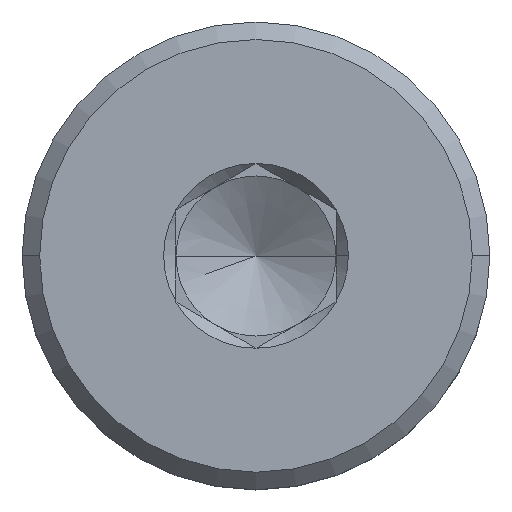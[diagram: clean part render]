
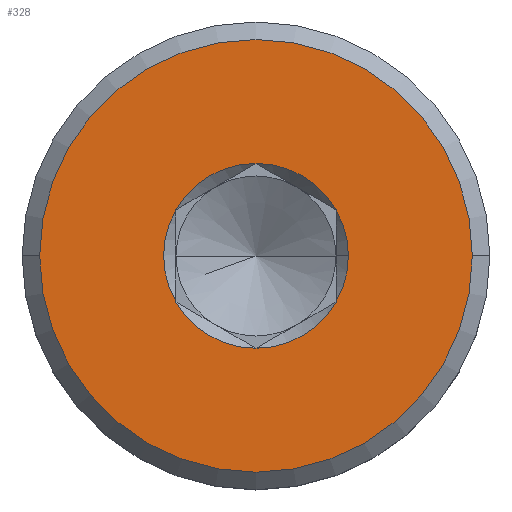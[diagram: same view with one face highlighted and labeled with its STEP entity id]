
A CAD part, top view. The second image highlights one B-rep face of the part: STEP entity #328.
In plain terms, the highlighted planar face has unit normal (0, 0, 1).
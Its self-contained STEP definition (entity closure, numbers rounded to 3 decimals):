
#212 = CARTESIAN_POINT ( 'NONE',  ( 0., 0., 6.675 ) ) ;
#228 = CIRCLE ( 'NONE', #3496, 0.751 ) ;
#293 = VERTEX_POINT ( 'NONE', #1559 ) ;
#302 = ORIENTED_EDGE ( 'NONE', *, *, #5300, .F. ) ;
#328 = ADVANCED_FACE ( 'NONE', ( #4617, #4068 ), #2144, .F. ) ;
#390 = VERTEX_POINT ( 'NONE', #429 ) ;
#427 = CIRCLE ( 'NONE', #4434, 1.757 ) ;
#429 = CARTESIAN_POINT ( 'NONE',  ( -0.65, -0.375, 6.675 ) ) ;
#547 = DIRECTION ( 'NONE',  ( 0., 0., 1. ) ) ;
#576 = DIRECTION ( 'NONE',  ( 1., 0., 0. ) ) ;
#678 = DIRECTION ( 'NONE',  ( 0., 0., 1. ) ) ;
#679 = CARTESIAN_POINT ( 'NONE',  ( 0., 0., 6.675 ) ) ;
#699 = VERTEX_POINT ( 'NONE', #3628 ) ;
#822 = EDGE_CURVE ( 'NONE', #390, #1765, #228, .T. ) ;
#825 = DIRECTION ( 'NONE',  ( 0., 0., 1. ) ) ;
#1021 = ORIENTED_EDGE ( 'NONE', *, *, #4091, .T. ) ;
#1028 = CARTESIAN_POINT ( 'NONE',  ( 1.757, 0., 6.675 ) ) ;
#1059 = CARTESIAN_POINT ( 'NONE',  ( 0., 0., 6.675 ) ) ;
#1085 = CIRCLE ( 'NONE', #6167, 0.751 ) ;
#1199 = CIRCLE ( 'NONE', #2936, 0.751 ) ;
#1272 = CARTESIAN_POINT ( 'NONE',  ( 0., 0., 6.675 ) ) ;
#1331 = DIRECTION ( 'NONE',  ( 0., 0., 1. ) ) ;
#1363 = VERTEX_POINT ( 'NONE', #6401 ) ;
#1422 = CIRCLE ( 'NONE', #3590, 0.751 ) ;
#1468 = DIRECTION ( 'NONE',  ( 1., 0., 0. ) ) ;
#1559 = CARTESIAN_POINT ( 'NONE',  ( 0., 0.751, 6.675 ) ) ;
#1667 = CARTESIAN_POINT ( 'NONE',  ( 0., 0., 6.675 ) ) ;
#1765 = VERTEX_POINT ( 'NONE', #2197 ) ;
#1945 = VERTEX_POINT ( 'NONE', #6341 ) ;
#2080 = AXIS2_PLACEMENT_3D ( 'NONE', #1272, #825, #3446 ) ;
#2082 = CARTESIAN_POINT ( 'NONE',  ( 0., 0.65, 6.675 ) ) ;
#2115 = DIRECTION ( 'NONE',  ( 0., 0., -1. ) ) ;
#2144 = PLANE ( 'NONE',  #6622 ) ;
#2197 = CARTESIAN_POINT ( 'NONE',  ( 0., -0.751, 6.675 ) ) ;
#2198 = AXIS2_PLACEMENT_3D ( 'NONE', #5742, #4702, #2199 ) ;
#2199 = DIRECTION ( 'NONE',  ( 1., 0., 0. ) ) ;
#2312 = VERTEX_POINT ( 'NONE', #1028 ) ;
#2587 = EDGE_CURVE ( 'NONE', #5791, #390, #4130, .T. ) ;
#2623 = CARTESIAN_POINT ( 'NONE',  ( -0.65, 0.375, 6.675 ) ) ;
#2832 = DIRECTION ( 'NONE',  ( 1., 0., 0. ) ) ;
#2926 = CARTESIAN_POINT ( 'NONE',  ( 0., 0., 6.675 ) ) ;
#2936 = AXIS2_PLACEMENT_3D ( 'NONE', #679, #1331, #4309 ) ;
#3048 = CIRCLE ( 'NONE', #5741, 0.751 ) ;
#3280 = DIRECTION ( 'NONE',  ( 0., 0., 1. ) ) ;
#3382 = CARTESIAN_POINT ( 'NONE',  ( 0.65, -0.375, 6.675 ) ) ;
#3384 = ORIENTED_EDGE ( 'NONE', *, *, #4806, .F. ) ;
#3400 = DIRECTION ( 'NONE',  ( 1., 0., 0. ) ) ;
#3446 = DIRECTION ( 'NONE',  ( 1., 0., 0. ) ) ;
#3496 = AXIS2_PLACEMENT_3D ( 'NONE', #212, #3280, #2832 ) ;
#3571 = ORIENTED_EDGE ( 'NONE', *, *, #2587, .F. ) ;
#3584 = CIRCLE ( 'NONE', #5097, 1.757 ) ;
#3590 = AXIS2_PLACEMENT_3D ( 'NONE', #1667, #3674, #576 ) ;
#3627 = ORIENTED_EDGE ( 'NONE', *, *, #5581, .F. ) ;
#3628 = CARTESIAN_POINT ( 'NONE',  ( 0.65, 0.375, 6.675 ) ) ;
#3674 = DIRECTION ( 'NONE',  ( 0., 0., 1. ) ) ;
#3938 = EDGE_CURVE ( 'NONE', #1363, #2312, #427, .T. ) ;
#3982 = EDGE_CURVE ( 'NONE', #293, #5791, #1085, .T. ) ;
#4005 = EDGE_LOOP ( 'NONE', ( #4327, #1021 ) ) ;
#4068 = FACE_OUTER_BOUND ( 'NONE', #4005, .T. ) ;
#4091 = EDGE_CURVE ( 'NONE', #2312, #1363, #3584, .T. ) ;
#4130 = CIRCLE ( 'NONE', #2198, 0.751 ) ;
#4210 = DIRECTION ( 'NONE',  ( 1., 0., 0. ) ) ;
#4309 = DIRECTION ( 'NONE',  ( 1., 0., 0. ) ) ;
#4327 = ORIENTED_EDGE ( 'NONE', *, *, #3938, .T. ) ;
#4434 = AXIS2_PLACEMENT_3D ( 'NONE', #1059, #547, #5231 ) ;
#4447 = DIRECTION ( 'NONE',  ( 0., 0., 1. ) ) ;
#4574 = VERTEX_POINT ( 'NONE', #3382 ) ;
#4617 = FACE_BOUND ( 'NONE', #6281, .T. ) ;
#4702 = DIRECTION ( 'NONE',  ( 0., 0., 1. ) ) ;
#4806 = EDGE_CURVE ( 'NONE', #4574, #1945, #5528, .T. ) ;
#5097 = AXIS2_PLACEMENT_3D ( 'NONE', #2926, #4447, #3400 ) ;
#5231 = DIRECTION ( 'NONE',  ( 1., 0., 0. ) ) ;
#5246 = ORIENTED_EDGE ( 'NONE', *, *, #3982, .F. ) ;
#5300 = EDGE_CURVE ( 'NONE', #699, #293, #1199, .T. ) ;
#5331 = CARTESIAN_POINT ( 'NONE',  ( 0., 0., 6.675 ) ) ;
#5528 = CIRCLE ( 'NONE', #2080, 0.751 ) ;
#5581 = EDGE_CURVE ( 'NONE', #1945, #699, #3048, .T. ) ;
#5632 = CARTESIAN_POINT ( 'NONE',  ( 0., 0., 6.675 ) ) ;
#5741 = AXIS2_PLACEMENT_3D ( 'NONE', #5632, #6107, #1468 ) ;
#5742 = CARTESIAN_POINT ( 'NONE',  ( 0., 0., 6.675 ) ) ;
#5744 = ORIENTED_EDGE ( 'NONE', *, *, #822, .F. ) ;
#5791 = VERTEX_POINT ( 'NONE', #2623 ) ;
#5957 = ORIENTED_EDGE ( 'NONE', *, *, #6406, .F. ) ;
#6107 = DIRECTION ( 'NONE',  ( 0., 0., 1. ) ) ;
#6167 = AXIS2_PLACEMENT_3D ( 'NONE', #5331, #678, #4210 ) ;
#6281 = EDGE_LOOP ( 'NONE', ( #3571, #5246, #302, #3627, #3384, #5957, #5744 ) ) ;
#6341 = CARTESIAN_POINT ( 'NONE',  ( 0.751, 0., 6.675 ) ) ;
#6401 = CARTESIAN_POINT ( 'NONE',  ( -1.757, 0., 6.675 ) ) ;
#6406 = EDGE_CURVE ( 'NONE', #1765, #4574, #1422, .T. ) ;
#6622 = AXIS2_PLACEMENT_3D ( 'NONE', #2082, #2115, #6672 ) ;
#6672 = DIRECTION ( 'NONE',  ( -1., 0., 0. ) ) ;
